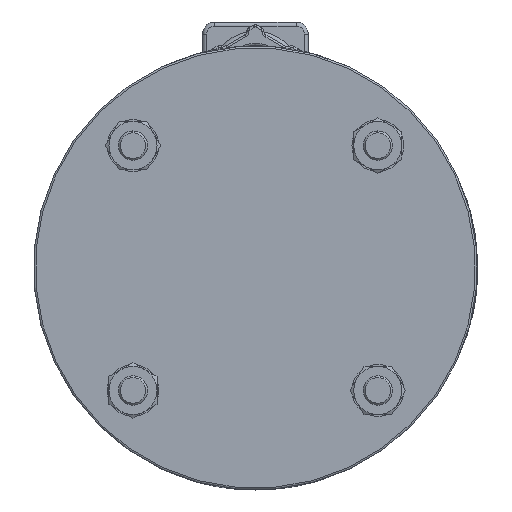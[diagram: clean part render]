
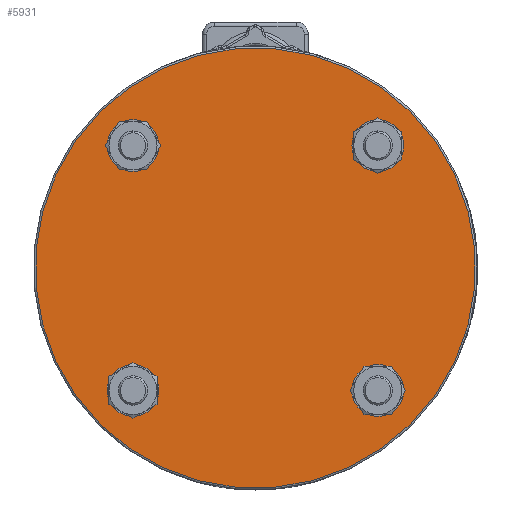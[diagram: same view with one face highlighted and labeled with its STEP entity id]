
A CAD part, front view. The second image highlights one B-rep face of the part: STEP entity #5931.
In plain terms, the highlighted planar face has unit normal (0, -1, 0).
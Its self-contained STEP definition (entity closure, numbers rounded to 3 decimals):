
#190=FACE_BOUND('',#1002,.T.);
#191=FACE_BOUND('',#1003,.T.);
#192=FACE_BOUND('',#1004,.T.);
#193=FACE_BOUND('',#1005,.T.);
#335=PLANE('',#6533);
#619=FACE_OUTER_BOUND('',#1001,.T.);
#1001=EDGE_LOOP('',(#4089));
#1002=EDGE_LOOP('',(#4090));
#1003=EDGE_LOOP('',(#4091));
#1004=EDGE_LOOP('',(#4092));
#1005=EDGE_LOOP('',(#4093));
#2252=CIRCLE('',#6531,59.5);
#2253=CIRCLE('',#6534,4.05);
#2254=CIRCLE('',#6535,4.05);
#2255=CIRCLE('',#6536,4.05);
#2256=CIRCLE('',#6537,4.05);
#2601=VERTEX_POINT('',#9523);
#2602=VERTEX_POINT('',#9528);
#2603=VERTEX_POINT('',#9530);
#2604=VERTEX_POINT('',#9532);
#2605=VERTEX_POINT('',#9534);
#3156=EDGE_CURVE('',#2601,#2601,#2252,.T.);
#3157=EDGE_CURVE('',#2602,#2602,#2253,.T.);
#3158=EDGE_CURVE('',#2603,#2603,#2254,.T.);
#3159=EDGE_CURVE('',#2604,#2604,#2255,.T.);
#3160=EDGE_CURVE('',#2605,#2605,#2256,.T.);
#4089=ORIENTED_EDGE('',*,*,#3156,.F.);
#4090=ORIENTED_EDGE('',*,*,#3157,.T.);
#4091=ORIENTED_EDGE('',*,*,#3158,.T.);
#4092=ORIENTED_EDGE('',*,*,#3159,.T.);
#4093=ORIENTED_EDGE('',*,*,#3160,.T.);
#5931=ADVANCED_FACE('',(#619,#190,#191,#192,#193),#335,.F.);
#6531=AXIS2_PLACEMENT_3D('',#9525,#7350,#7351);
#6533=AXIS2_PLACEMENT_3D('',#9527,#7354,#7355);
#6534=AXIS2_PLACEMENT_3D('',#9529,#7356,#7357);
#6535=AXIS2_PLACEMENT_3D('',#9531,#7358,#7359);
#6536=AXIS2_PLACEMENT_3D('',#9533,#7360,#7361);
#6537=AXIS2_PLACEMENT_3D('',#9535,#7362,#7363);
#7350=DIRECTION('center_axis',(0.,1.,0.));
#7351=DIRECTION('ref_axis',(1.,0.,0.));
#7354=DIRECTION('center_axis',(0.,1.,0.));
#7355=DIRECTION('ref_axis',(0.,0.,1.));
#7356=DIRECTION('center_axis',(0.,1.,0.));
#7357=DIRECTION('ref_axis',(1.,0.,0.));
#7358=DIRECTION('center_axis',(0.,1.,0.));
#7359=DIRECTION('ref_axis',(1.,0.,0.));
#7360=DIRECTION('center_axis',(0.,1.,0.));
#7361=DIRECTION('ref_axis',(1.,0.,0.));
#7362=DIRECTION('center_axis',(0.,1.,0.));
#7363=DIRECTION('ref_axis',(1.,0.,0.));
#9523=CARTESIAN_POINT('',(0.,0.,-59.5));
#9525=CARTESIAN_POINT('Origin',(0.,0.,0.));
#9527=CARTESIAN_POINT('Origin',(0.,0.,0.));
#9528=CARTESIAN_POINT('',(-4.05,0.,46.8));
#9529=CARTESIAN_POINT('Origin',(0.,0.,46.8));
#9530=CARTESIAN_POINT('',(-50.85,0.,0.));
#9531=CARTESIAN_POINT('Origin',(-46.8,0.,0.));
#9532=CARTESIAN_POINT('',(42.75,0.,0.));
#9533=CARTESIAN_POINT('Origin',(46.8,0.,0.));
#9534=CARTESIAN_POINT('',(-4.05,0.,-46.8));
#9535=CARTESIAN_POINT('Origin',(0.,0.,-46.8));
